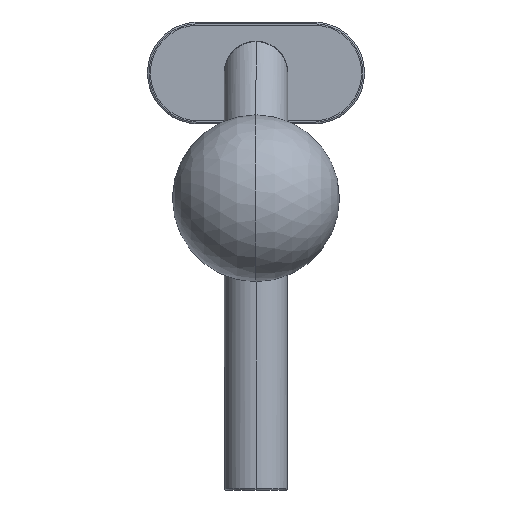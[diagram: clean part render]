
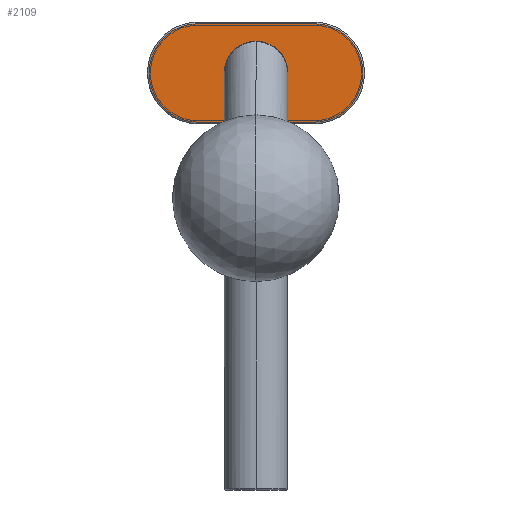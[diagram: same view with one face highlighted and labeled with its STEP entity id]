
A CAD part, left-side view. The second image highlights one B-rep face of the part: STEP entity #2109.
In plain terms, the highlighted planar face has unit normal (-1, 0, 0).
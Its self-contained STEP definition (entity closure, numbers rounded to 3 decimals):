
#7 = EDGE_LOOP ( 'NONE', ( #778, #931 ) ) ;
#54 = AXIS2_PLACEMENT_3D ( 'NONE', #2000, #241, #1817 ) ;
#122 = VERTEX_POINT ( 'NONE', #1512 ) ;
#140 = LINE ( 'NONE', #348, #1212 ) ;
#151 = CARTESIAN_POINT ( 'NONE',  ( 0., 17.25, -14.75 ) ) ;
#180 = FACE_OUTER_BOUND ( 'NONE', #2108, .T. ) ;
#241 = DIRECTION ( 'NONE',  ( -1., 0., 0. ) ) ;
#345 = VERTEX_POINT ( 'NONE', #1341 ) ;
#348 = CARTESIAN_POINT ( 'NONE',  ( 0., 17.25, -14.75 ) ) ;
#410 = VERTEX_POINT ( 'NONE', #1078 ) ;
#413 = AXIS2_PLACEMENT_3D ( 'NONE', #1520, #974, #1362 ) ;
#453 = AXIS2_PLACEMENT_3D ( 'NONE', #2317, #1950, #1764 ) ;
#469 = CIRCLE ( 'NONE', #1910, 9.5 ) ;
#527 = CARTESIAN_POINT ( 'NONE',  ( 0., -17.25, 0. ) ) ;
#704 = AXIS2_PLACEMENT_3D ( 'NONE', #527, #1574, #1559 ) ;
#778 = ORIENTED_EDGE ( 'NONE', *, *, #1133, .F. ) ;
#838 = VERTEX_POINT ( 'NONE', #2434 ) ;
#894 = VERTEX_POINT ( 'NONE', #151 ) ;
#929 = VECTOR ( 'NONE', #1285, 1000. ) ;
#931 = ORIENTED_EDGE ( 'NONE', *, *, #2274, .F. ) ;
#974 = DIRECTION ( 'NONE',  ( -1., 0., 0. ) ) ;
#993 = CIRCLE ( 'NONE', #413, 14.75 ) ;
#1045 = CIRCLE ( 'NONE', #54, 9.5 ) ;
#1078 = CARTESIAN_POINT ( 'NONE',  ( 0., 0., -9.5 ) ) ;
#1108 = PLANE ( 'NONE',  #453 ) ;
#1133 = EDGE_CURVE ( 'NONE', #345, #410, #469, .T. ) ;
#1135 = ORIENTED_EDGE ( 'NONE', *, *, #2034, .T. ) ;
#1184 = CARTESIAN_POINT ( 'NONE',  ( 0., -17.25, -14.75 ) ) ;
#1212 = VECTOR ( 'NONE', #1890, 1000. ) ;
#1285 = DIRECTION ( 'NONE',  ( 0., 1., 0. ) ) ;
#1295 = EDGE_CURVE ( 'NONE', #838, #122, #1694, .T. ) ;
#1341 = CARTESIAN_POINT ( 'NONE',  ( 0., 0., 9.5 ) ) ;
#1362 = DIRECTION ( 'NONE',  ( 0., 0., -1. ) ) ;
#1442 = DIRECTION ( 'NONE',  ( -1., 0., 0. ) ) ;
#1459 = CARTESIAN_POINT ( 'NONE',  ( 0., 17.25, 14.75 ) ) ;
#1487 = EDGE_CURVE ( 'NONE', #122, #894, #993, .T. ) ;
#1512 = CARTESIAN_POINT ( 'NONE',  ( 0., 17.25, 14.75 ) ) ;
#1520 = CARTESIAN_POINT ( 'NONE',  ( 0., 17.25, 0. ) ) ;
#1528 = ORIENTED_EDGE ( 'NONE', *, *, #1487, .T. ) ;
#1559 = DIRECTION ( 'NONE',  ( 0., 0., -1. ) ) ;
#1565 = EDGE_CURVE ( 'NONE', #1596, #838, #2518, .T. ) ;
#1574 = DIRECTION ( 'NONE',  ( -1., 0., 0. ) ) ;
#1596 = VERTEX_POINT ( 'NONE', #1184 ) ;
#1694 = LINE ( 'NONE', #1459, #929 ) ;
#1722 = FACE_BOUND ( 'NONE', #7, .T. ) ;
#1764 = DIRECTION ( 'NONE',  ( 0., 0., -1. ) ) ;
#1817 = DIRECTION ( 'NONE',  ( 0., 0., 1. ) ) ;
#1890 = DIRECTION ( 'NONE',  ( 0., -1., 0. ) ) ;
#1910 = AXIS2_PLACEMENT_3D ( 'NONE', #2405, #1442, #2215 ) ;
#1950 = DIRECTION ( 'NONE',  ( 1., 0., 0. ) ) ;
#2000 = CARTESIAN_POINT ( 'NONE',  ( 0., 0., 0. ) ) ;
#2034 = EDGE_CURVE ( 'NONE', #894, #1596, #140, .T. ) ;
#2108 = EDGE_LOOP ( 'NONE', ( #2499, #1528, #1135, #2304 ) ) ;
#2109 = ADVANCED_FACE ( 'NONE', ( #180, #1722 ), #1108, .F. ) ;
#2215 = DIRECTION ( 'NONE',  ( 0., 0., 1. ) ) ;
#2274 = EDGE_CURVE ( 'NONE', #410, #345, #1045, .T. ) ;
#2304 = ORIENTED_EDGE ( 'NONE', *, *, #1565, .T. ) ;
#2317 = CARTESIAN_POINT ( 'NONE',  ( 0., 17.25, 0. ) ) ;
#2405 = CARTESIAN_POINT ( 'NONE',  ( 0., 0., 0. ) ) ;
#2434 = CARTESIAN_POINT ( 'NONE',  ( 0., -17.25, 14.75 ) ) ;
#2499 = ORIENTED_EDGE ( 'NONE', *, *, #1295, .T. ) ;
#2518 = CIRCLE ( 'NONE', #704, 14.75 ) ;
